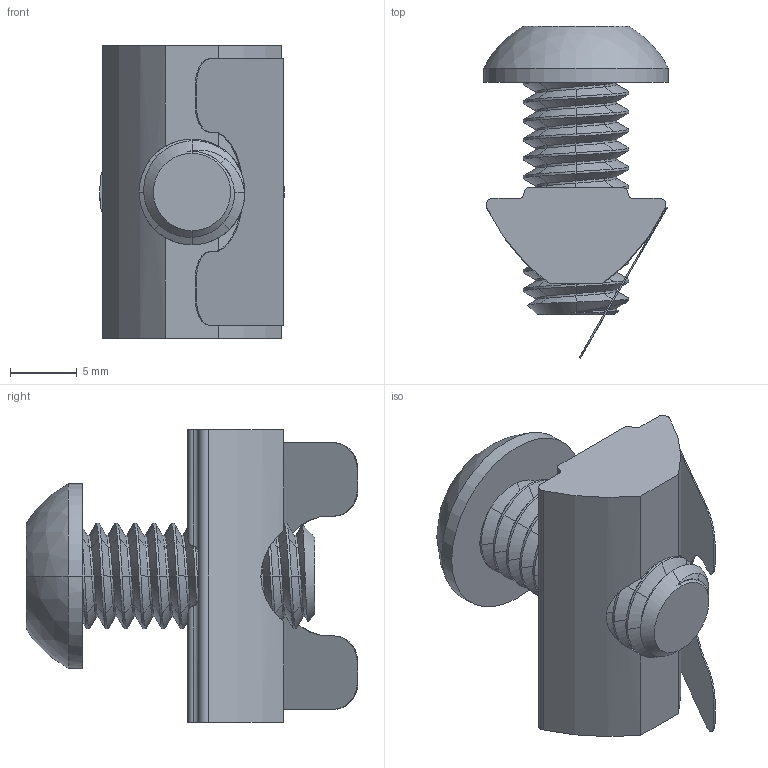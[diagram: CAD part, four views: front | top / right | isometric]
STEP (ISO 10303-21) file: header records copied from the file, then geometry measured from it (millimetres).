
FILE_DESCRIPTION(('CATIA V6 STEP','CAx-IF Rec.Pracs.--- Model Styling and Organization---1.5--- 2016-08-15','CAx-IF Rec.Pracs.---Supplemental Geometry---1.0---2011-11-01','CAx-IF Rec.Pracs.--- Composite Materials ---1.1---2010-07-15','CAx-IF Rec.Pracs.---External References---2.1---2005-01-19'),'2;1');
FILE_NAME('SB044973-01_Rep.stp','2020-03-22T23:55:39+00:00',('Michael Balsamo'),('Creator, Inc.'),'3DEXPERIENCE Platform3DEXPERIENCE R2020x HotFix 2.3','3DEXPERIENCE Platform STEP AP214 v1','opyright Creator, Inc., 2020. Licensed under CERN-OHL-P v2.');
FILE_SCHEMA(('AUTOMOTIVE_DESIGN { 1 0 10303 214 1 1 1 1 }'));
Length unit declared in the file: millimetre
Products named in the file (1): SB044973-01
Bounding box: 13.89 x 24.91 x 22 mm (x, y, z)
Volume: 2317.7 mm3; surface area: 2457.1 mm2
Topology: 3 solids, 3 shells, 389 faces, 900 edges, 518 vertices
Faces by surface type: bspline 301, cylinder 50, plane 26, cone 10, sphere 2
Entity records: 11101 total; most frequent: CARTESIAN_POINT 5813, ORIENTED_EDGE 1800, EDGE_CURVE 900, VERTEX_POINT 518, EDGE_LOOP 392, ADVANCED_FACE 389, FACE_OUTER_BOUND 389, B_SPLINE_CURVE_WITH_KNOTS 263
